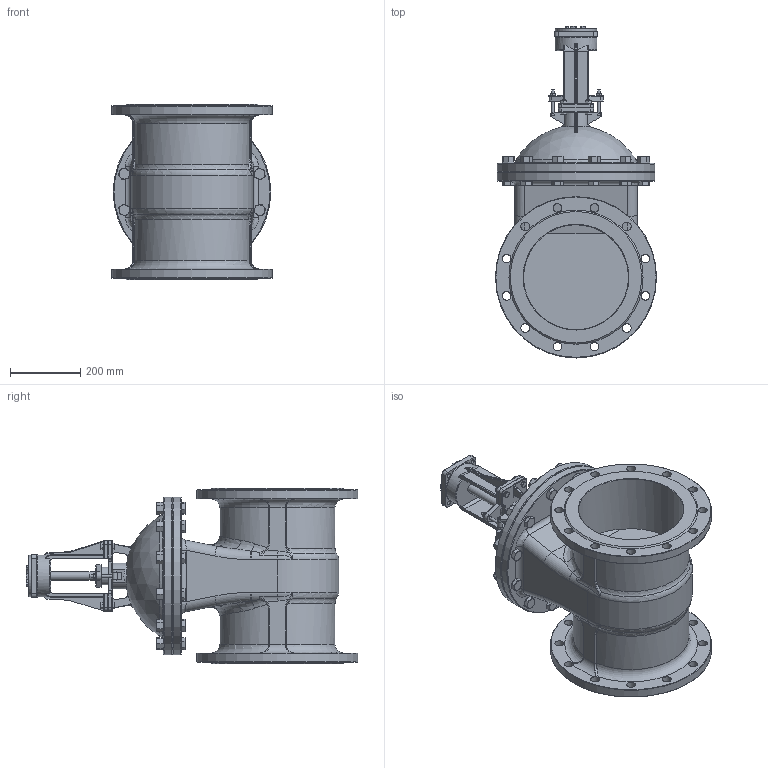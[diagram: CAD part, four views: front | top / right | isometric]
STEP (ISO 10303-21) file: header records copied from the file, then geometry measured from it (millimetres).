
FILE_DESCRIPTION(/* description */ (''),/* implementation_level */ '2;1');
FILE_NAME(/* name */ 'DN300_3D_STEP.stp',/* time_stamp */ '2024-02-10T15:12:55+03:00',/* author */ ('igorr'),/* organization */ (''),/* preprocessor_version */ 'ST-DEVELOPER v19.2',/* originating_system */ 'Autodesk Inventor 2023',/* authorisation */ '');
FILE_SCHEMA (('AUTOMOTIVE_DESIGN { 1 0 10303 214 3 1 1 }'));
Length unit declared in the file: millimetre
Products named in the file (7): Сборка; Деталь1; AS 1110 - M10 x 35; ANSI B18.2.4.2M - M10x1,5; ANSI B18.2.4.2M - M8x1,25; ANSI B18.2.4.2M - M20x2,5; AS 1110 - M20 x 70
Assembly tree (35 placements, depth 2):
  Сборка
    Деталь1
    AS 1110 - M10 x 35  x4
    ANSI B18.2.4.2M - M10x1,5  x4
    ANSI B18.2.4.2M - M8x1,25  x2
    ANSI B18.2.4.2M - M20x2,5  x12
    AS 1110 - M20 x 70  x12
Bounding box: 460 x 947.75 x 500 mm (x, y, z)
Volume: 48827396 mm3; surface area: 2350154.9 mm2
Topology: 39 solids, 39 shells, 1345 faces, 3190 edges, 1955 vertices
Faces by surface type: plane 593, cone 306, cylinder 293, bspline 90, torus 58, sphere 5
Full cylindrical faces by diameter (mm): 6.647 x2, 7 x4, 8 x4, 8.376 x4, 10 x4, 12 x16, 15 x2, 16 x4, 17.294 x12, 20 x36, 25 x25, 27.9 x12, 30 x13, 45 x1, 50 x1, 65 x1, 75 x1, 108 x1, 118 x1, 119.922 x1, 300 x2, 350 x1, 450 x2, 460 x2
Entity records: 27084 total; most frequent: CARTESIAN_POINT 9111, ORIENTED_EDGE 3634, DIRECTION 3469, EDGE_CURVE 1817, AXIS2_PLACEMENT_3D 1362, VERTEX_POINT 1143, EDGE_LOOP 860, LINE 745
